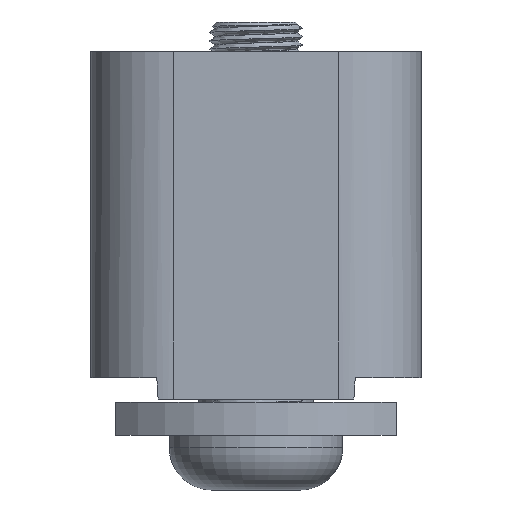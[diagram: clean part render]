
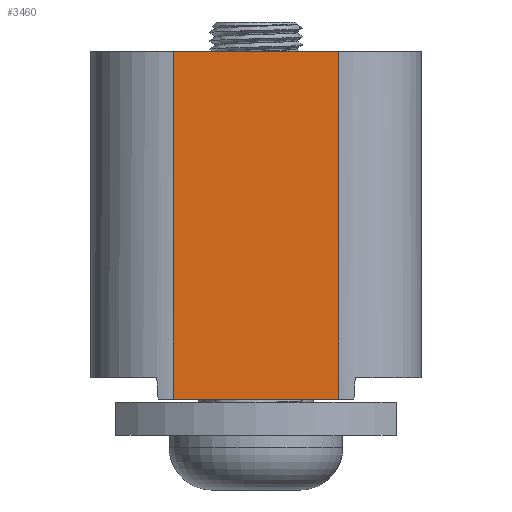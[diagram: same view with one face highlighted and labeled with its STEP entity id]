
A CAD part, left-side view. The second image highlights one B-rep face of the part: STEP entity #3460.
In plain terms, the highlighted planar face has unit normal (-1, 0, 0).
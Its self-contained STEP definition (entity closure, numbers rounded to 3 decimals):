
#235=PLANE('',#3945);
#375=FACE_OUTER_BOUND('',#582,.T.);
#582=EDGE_LOOP('',(#2566,#2567,#2568,#2569));
#845=LINE('',#5690,#1128);
#846=LINE('',#5695,#1129);
#847=LINE('',#5697,#1130);
#848=LINE('',#5698,#1131);
#1128=VECTOR('',#4507,10.);
#1129=VECTOR('',#4514,10.);
#1130=VECTOR('',#4515,10.);
#1131=VECTOR('',#4516,10.);
#1597=VERTEX_POINT('',#5687);
#1598=VERTEX_POINT('',#5689);
#1599=VERTEX_POINT('',#5694);
#1600=VERTEX_POINT('',#5696);
#1974=EDGE_CURVE('',#1597,#1598,#845,.T.);
#1977=EDGE_CURVE('',#1597,#1599,#846,.T.);
#1978=EDGE_CURVE('',#1600,#1599,#847,.T.);
#1979=EDGE_CURVE('',#1598,#1600,#848,.T.);
#2566=ORIENTED_EDGE('',*,*,#1974,.F.);
#2567=ORIENTED_EDGE('',*,*,#1977,.T.);
#2568=ORIENTED_EDGE('',*,*,#1978,.F.);
#2569=ORIENTED_EDGE('',*,*,#1979,.F.);
#3460=ADVANCED_FACE('',(#375),#235,.T.);
#3945=AXIS2_PLACEMENT_3D('',#5693,#4512,#4513);
#4507=DIRECTION('',(0.,0.,1.));
#4512=DIRECTION('center_axis',(-1.,0.,0.));
#4513=DIRECTION('ref_axis',(0.,0.,1.));
#4514=DIRECTION('',(0.,-1.,0.));
#4515=DIRECTION('',(0.,0.,-1.));
#4516=DIRECTION('',(0.,-1.,0.));
#5687=CARTESIAN_POINT('',(-7.,5.,0.));
#5689=CARTESIAN_POINT('',(-7.,5.,21.));
#5690=CARTESIAN_POINT('',(-7.,5.,16.869));
#5693=CARTESIAN_POINT('Origin',(-7.,0.,21.));
#5694=CARTESIAN_POINT('',(-7.,-5.,0.));
#5695=CARTESIAN_POINT('',(-7.,0.,0.));
#5696=CARTESIAN_POINT('',(-7.,-5.,21.));
#5697=CARTESIAN_POINT('',(-7.,-5.,16.869));
#5698=CARTESIAN_POINT('',(-7.,0.,21.));
